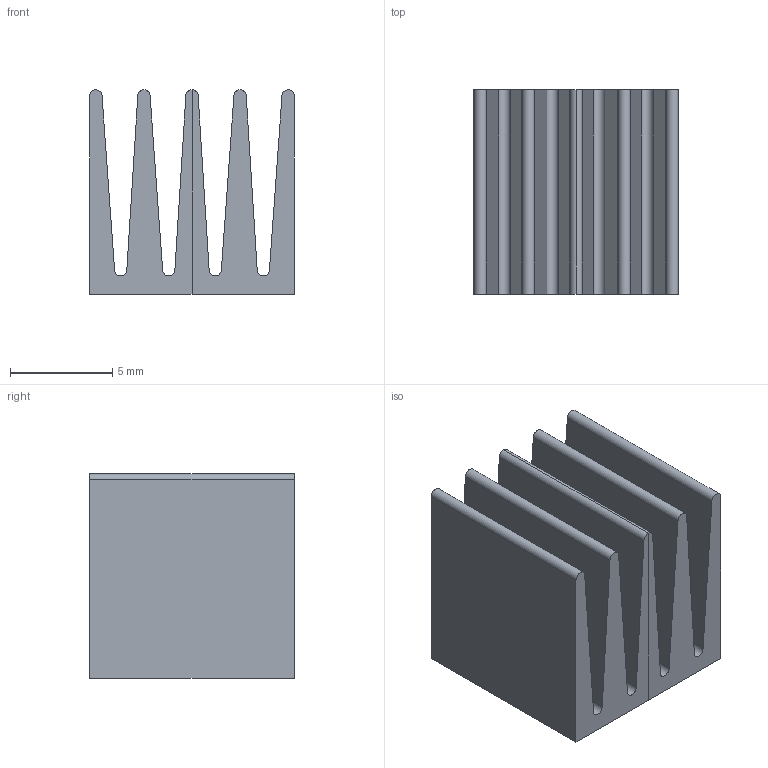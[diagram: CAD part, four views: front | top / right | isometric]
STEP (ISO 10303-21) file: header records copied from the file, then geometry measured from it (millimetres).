
FILE_DESCRIPTION(('FreeCAD Model'),'2;1');
FILE_NAME('709203B00400G.step','2017-11-14T15:27:18',('Author'),(''), 'Open CASCADE STEP processor 7.1','FreeCAD','Unknown');
FILE_SCHEMA(('AUTOMOTIVE_DESIGN { 1 0 10303 214 1 1 1 1 }'));
Length unit declared in the file: millimetre
Products named in the file (1): Fusion
Bounding box: 10 x 10 x 10 mm (x, y, z)
Volume: 571.9 mm3; surface area: 1174.8 mm2
Topology: 1 solids, 1 shells, 26 faces, 68 edges, 44 vertices
Faces by surface type: plane 16, cylinder 10
Entity records: 994 total; most frequent: DIRECTION 142, CARTESIAN_POINT 139, ORIENTED_EDGE 136, EDGE_CURVE 68, LINE 48, VECTOR 48, AXIS2_PLACEMENT_3D 47, VERTEX_POINT 44
